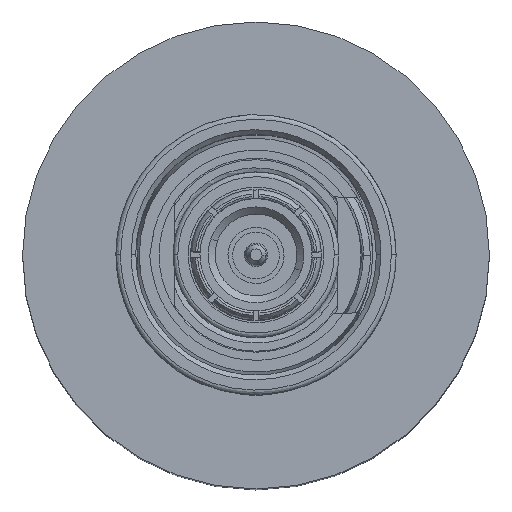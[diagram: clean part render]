
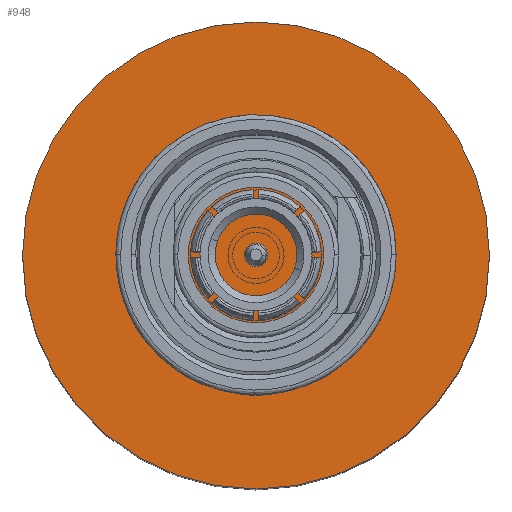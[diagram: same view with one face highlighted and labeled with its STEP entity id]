
A CAD part, top view. The second image highlights one B-rep face of the part: STEP entity #948.
In plain terms, the highlighted planar face has unit normal (0, 0, 1).
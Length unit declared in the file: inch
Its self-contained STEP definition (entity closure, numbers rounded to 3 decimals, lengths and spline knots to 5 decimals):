
#885 = EDGE_LOOP ( 'NONE', ( #1028, #4146 ) ) ;
#905 = EDGE_CURVE ( 'NONE', #7096, #6652, #3676, .T. ) ;
#948 = ADVANCED_FACE ( 'NONE', ( #3849 ), #4538, .T. ) ;
#1028 = ORIENTED_EDGE ( 'NONE', *, *, #5275, .T. ) ;
#1044 = DIRECTION ( 'NONE',  ( 0., 0., 1. ) ) ;
#1564 = CIRCLE ( 'NONE', #8172, 0.3937 ) ;
#1659 = DIRECTION ( 'NONE',  ( 1., 0., 0. ) ) ;
#3676 = CIRCLE ( 'NONE', #8811, 0.3937 ) ;
#3849 = FACE_OUTER_BOUND ( 'NONE', #885, .T. ) ;
#4146 = ORIENTED_EDGE ( 'NONE', *, *, #905, .T. ) ;
#4392 = CARTESIAN_POINT ( 'NONE',  ( 0.3937, 0., 0.98425 ) ) ;
#4538 = PLANE ( 'NONE',  #7209 ) ;
#4588 = CARTESIAN_POINT ( 'NONE',  ( 0., 0., 0.98425 ) ) ;
#4631 = CARTESIAN_POINT ( 'NONE',  ( 0., 0., 0.98425 ) ) ;
#5275 = EDGE_CURVE ( 'NONE', #6652, #7096, #1564, .T. ) ;
#5972 = CARTESIAN_POINT ( 'NONE',  ( 0., 0., 0.98425 ) ) ;
#6623 = DIRECTION ( 'NONE',  ( 0., 0., 1. ) ) ;
#6652 = VERTEX_POINT ( 'NONE', #8582 ) ;
#7096 = VERTEX_POINT ( 'NONE', #4392 ) ;
#7209 = AXIS2_PLACEMENT_3D ( 'NONE', #4631, #7435, #8802 ) ;
#7435 = DIRECTION ( 'NONE',  ( 0., 0., 1. ) ) ;
#8172 = AXIS2_PLACEMENT_3D ( 'NONE', #5972, #6623, #1659 ) ;
#8582 = CARTESIAN_POINT ( 'NONE',  ( -0.3937, 0., 0.98425 ) ) ;
#8719 = DIRECTION ( 'NONE',  ( 1., 0., 0. ) ) ;
#8802 = DIRECTION ( 'NONE',  ( 1., 0., 0. ) ) ;
#8811 = AXIS2_PLACEMENT_3D ( 'NONE', #4588, #1044, #8719 ) ;
